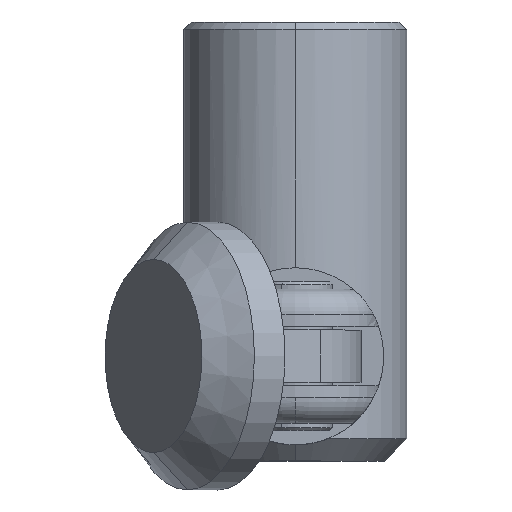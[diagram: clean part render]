
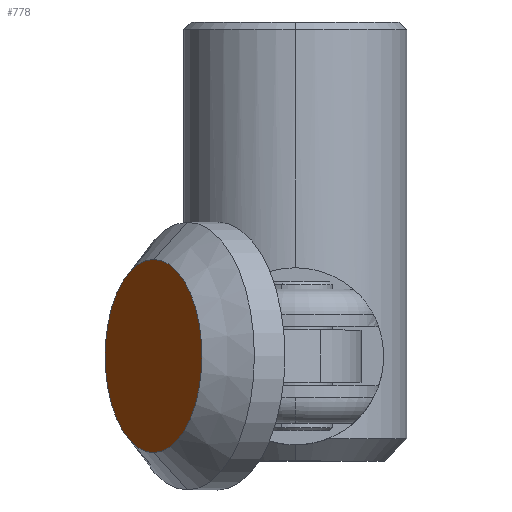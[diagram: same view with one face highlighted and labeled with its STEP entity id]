
A CAD part, top view. The second image highlights one B-rep face of the part: STEP entity #778.
In plain terms, the highlighted planar face has unit normal (-0.866, 0, 0.5).
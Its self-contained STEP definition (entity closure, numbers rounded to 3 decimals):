
#385 = AXIS2_PLACEMENT_3D ( 'NONE', #974, #2914, #2268 ) ;
#557 = VERTEX_POINT ( 'NONE', #3620 ) ;
#558 = EDGE_CURVE ( 'NONE', #2343, #557, #2064, .T. ) ;
#744 = DIRECTION ( 'NONE',  ( -0.866, 0., 0.5 ) ) ;
#778 = ADVANCED_FACE ( 'NONE', ( #2419 ), #2773, .T. ) ;
#974 = CARTESIAN_POINT ( 'NONE',  ( -9.526, 0., 34.487 ) ) ;
#1076 = ORIENTED_EDGE ( 'NONE', *, *, #558, .T. ) ;
#1163 = CARTESIAN_POINT ( 'NONE',  ( -9.526, 0., 34.487 ) ) ;
#1227 = DIRECTION ( 'NONE',  ( -0.866, 0., 0.5 ) ) ;
#1471 = CIRCLE ( 'NONE', #3852, 6.5 ) ;
#1632 = CARTESIAN_POINT ( 'NONE',  ( -9.526, 6.5, 34.487 ) ) ;
#1921 = EDGE_LOOP ( 'NONE', ( #1975, #1076 ) ) ;
#1975 = ORIENTED_EDGE ( 'NONE', *, *, #2650, .T. ) ;
#2064 = CIRCLE ( 'NONE', #385, 6.5 ) ;
#2268 = DIRECTION ( 'NONE',  ( 0., 1., 0. ) ) ;
#2343 = VERTEX_POINT ( 'NONE', #1632 ) ;
#2399 = CARTESIAN_POINT ( 'NONE',  ( -9.526, 0., 34.487 ) ) ;
#2419 = FACE_OUTER_BOUND ( 'NONE', #1921, .T. ) ;
#2482 = AXIS2_PLACEMENT_3D ( 'NONE', #1163, #1227, #4134 ) ;
#2650 = EDGE_CURVE ( 'NONE', #557, #2343, #1471, .T. ) ;
#2773 = PLANE ( 'NONE',  #2482 ) ;
#2914 = DIRECTION ( 'NONE',  ( -0.866, 0., 0.5 ) ) ;
#3620 = CARTESIAN_POINT ( 'NONE',  ( -9.526, -6.5, 34.487 ) ) ;
#3693 = DIRECTION ( 'NONE',  ( 0., 1., 0. ) ) ;
#3852 = AXIS2_PLACEMENT_3D ( 'NONE', #2399, #744, #3693 ) ;
#4134 = DIRECTION ( 'NONE',  ( 0., 1., 0. ) ) ;
